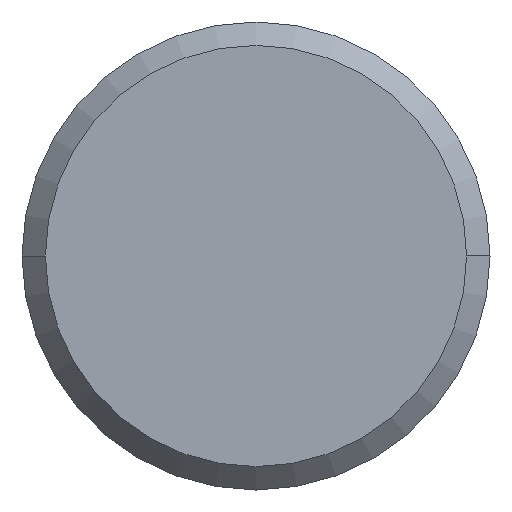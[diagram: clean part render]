
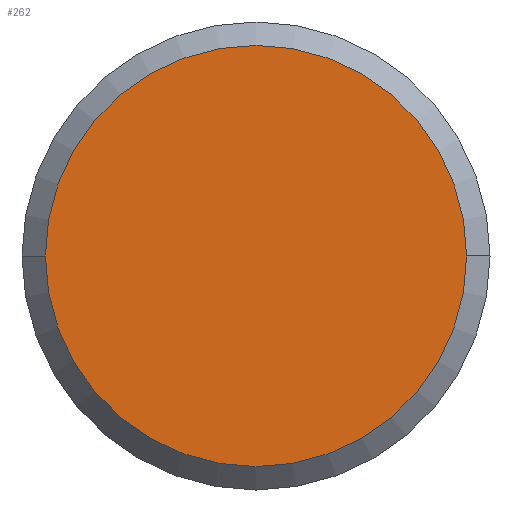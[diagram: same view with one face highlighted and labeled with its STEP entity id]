
A CAD part, left-side view. The second image highlights one B-rep face of the part: STEP entity #262.
In plain terms, the highlighted planar face has unit normal (-1, 0, 0).
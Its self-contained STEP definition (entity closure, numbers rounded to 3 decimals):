
#3 = CARTESIAN_POINT ( 'NONE',  ( -49., 0., 0. ) ) ;
#21 = DIRECTION ( 'NONE',  ( 0., 1., 0. ) ) ;
#39 = VERTEX_POINT ( 'NONE', #51 ) ;
#51 = CARTESIAN_POINT ( 'NONE',  ( -49., 4.5, 0. ) ) ;
#57 = PLANE ( 'NONE',  #337 ) ;
#65 = EDGE_CURVE ( 'NONE', #39, #286, #294, .T. ) ;
#76 = AXIS2_PLACEMENT_3D ( 'NONE', #115, #308, #114 ) ;
#89 = CARTESIAN_POINT ( 'NONE',  ( -49., -4.5, 0. ) ) ;
#114 = DIRECTION ( 'NONE',  ( 0., 1., 0. ) ) ;
#115 = CARTESIAN_POINT ( 'NONE',  ( -49., 0., 0. ) ) ;
#132 = DIRECTION ( 'NONE',  ( -1., 0., 0. ) ) ;
#159 = EDGE_CURVE ( 'NONE', #286, #39, #343, .T. ) ;
#177 = CARTESIAN_POINT ( 'NONE',  ( -49., 0., 0. ) ) ;
#185 = FACE_OUTER_BOUND ( 'NONE', #238, .T. ) ;
#195 = DIRECTION ( 'NONE',  ( 1., 0., 0. ) ) ;
#238 = EDGE_LOOP ( 'NONE', ( #243, #248 ) ) ;
#243 = ORIENTED_EDGE ( 'NONE', *, *, #65, .F. ) ;
#248 = ORIENTED_EDGE ( 'NONE', *, *, #159, .F. ) ;
#262 = ADVANCED_FACE ( 'NONE', ( #185 ), #57, .T. ) ;
#286 = VERTEX_POINT ( 'NONE', #89 ) ;
#294 = CIRCLE ( 'NONE', #342, 4.5 ) ;
#296 = DIRECTION ( 'NONE',  ( 0., -1., 0. ) ) ;
#308 = DIRECTION ( 'NONE',  ( 1., 0., 0. ) ) ;
#337 = AXIS2_PLACEMENT_3D ( 'NONE', #177, #132, #296 ) ;
#342 = AXIS2_PLACEMENT_3D ( 'NONE', #3, #195, #21 ) ;
#343 = CIRCLE ( 'NONE', #76, 4.5 ) ;
